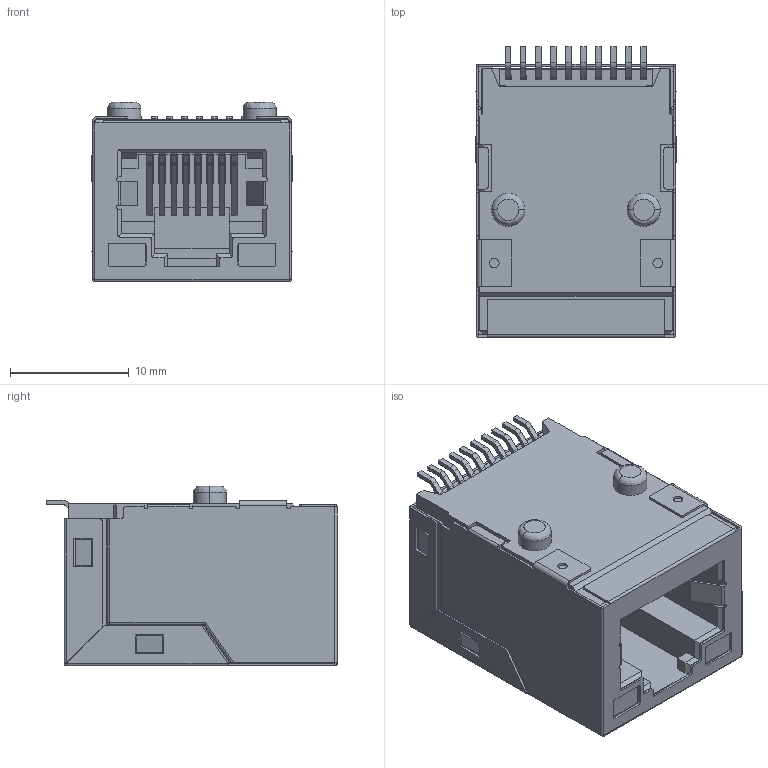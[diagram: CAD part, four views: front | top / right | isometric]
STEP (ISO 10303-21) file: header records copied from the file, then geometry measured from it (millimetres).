
FILE_DESCRIPTION (( 'STEP AP214' ), '1' );
FILE_NAME ('JXD6-0001NL.STEP', '2016-05-19T00:39:49', ( '' ), ( '' ), 'SwSTEP 2.0', 'SolidWorks 2012', '' );
FILE_SCHEMA (( 'AUTOMOTIVE_DESIGN' ));
Length unit declared in the file: millimetre
Products named in the file (1): JXD6-0001NL
Bounding box: 16.89 x 24.52 x 15.15 mm (x, y, z)
Volume: 3840.8 mm3; surface area: 6855.2 mm2
Topology: 2 solids, 3 shells, 1074 faces, 2951 edges, 1890 vertices
Faces by surface type: plane 836, cylinder 218, bspline 20
Entity records: 45548 total; most frequent: CARTESIAN_POINT 6464, ORIENTED_EDGE 5898, DIRECTION 5475, EDGE_CURVE 2949, LINE 2489, VECTOR 2489, VERTEX_POINT 1890, AXIS2_PLACEMENT_3D 1493
